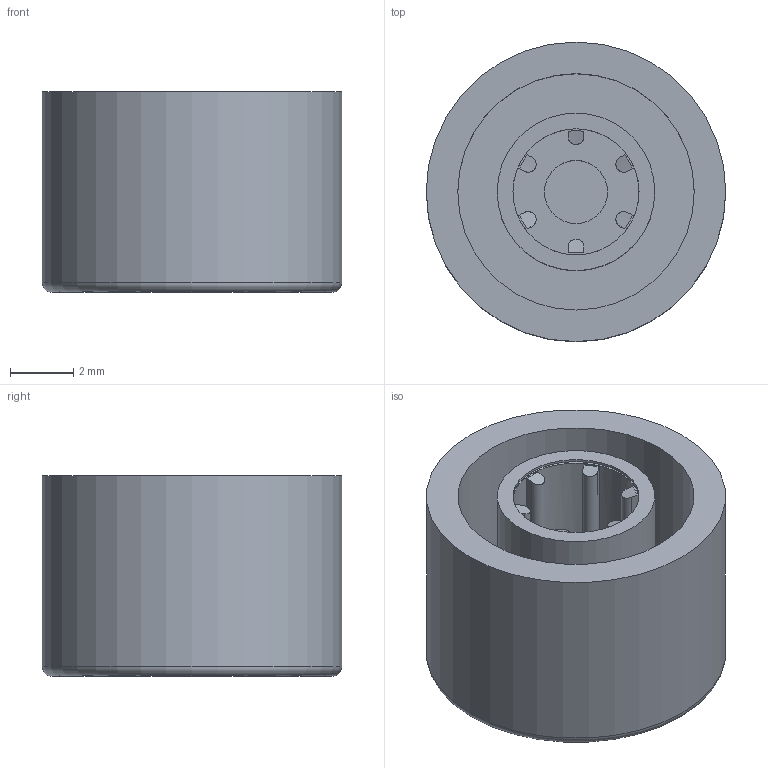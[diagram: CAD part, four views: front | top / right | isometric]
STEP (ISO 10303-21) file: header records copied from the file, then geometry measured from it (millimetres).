
FILE_DESCRIPTION((' '),'2;1');
FILE_NAME('700C2xxx.stp','2017-08-03T08:50:08',(' '),(' '),' ','ACIS',' ');
FILE_SCHEMA(('CONFIG_CONTROL_DESIGN'));
Length unit declared in the file: inch
Products named in the file (1): 700C2xxx.stp
Bounding box: 9.5 x 9.5 x 6.35 mm (x, y, z)
Volume: 268.4 mm3; surface area: 590.1 mm2
Topology: 1 solids, 1 shells, 46 faces, 124 edges, 82 vertices
Faces by surface type: plane 23, cylinder 12, cone 8, torus 2, sphere 1
Full cylindrical faces by diameter (mm): 2 x1, 4 x2, 5 x1, 7.5 x1, 9.5 x1
Entity records: 1677 total; most frequent: CARTESIAN_POINT 494, ORIENTED_EDGE 220, DIRECTION 218, EDGE_CURVE 110, AXIS2_PLACEMENT_3D 85, VERTEX_POINT 79, EDGE_LOOP 60, VECTOR 48
